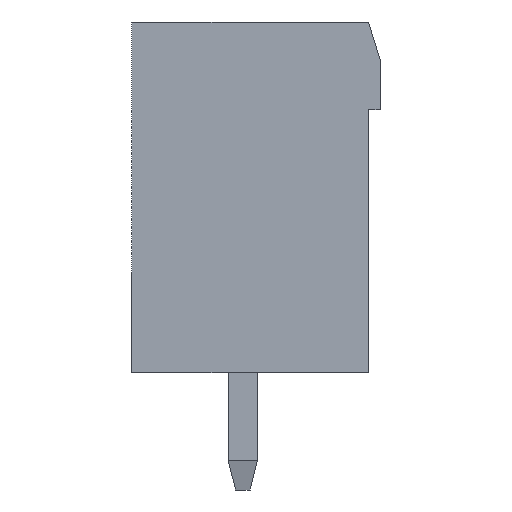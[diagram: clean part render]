
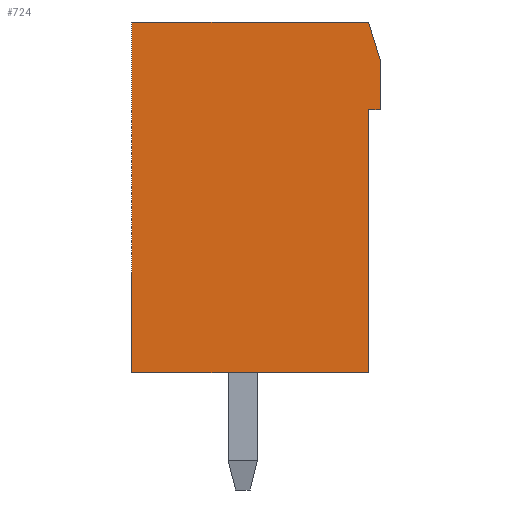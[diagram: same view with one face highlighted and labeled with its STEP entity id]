
A CAD part, left-side view. The second image highlights one B-rep face of the part: STEP entity #724.
In plain terms, the highlighted planar face has unit normal (-1, 0, 0).
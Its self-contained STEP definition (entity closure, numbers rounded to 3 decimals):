
#724 = ADVANCED_FACE( '', ( #1542 ), #1543, .T. );
#1542 = FACE_OUTER_BOUND( '', #2473, .T. );
#1543 = PLANE( '', #2474 );
#2473 = EDGE_LOOP( '', ( #4362, #4363, #4364, #4365, #4366, #4367, #4368 ) );
#2474 = AXIS2_PLACEMENT_3D( '', #4369, #4370, #4371 );
#4362 = ORIENTED_EDGE( '', *, *, #6192, .T. );
#4363 = ORIENTED_EDGE( '', *, *, #5780, .T. );
#4364 = ORIENTED_EDGE( '', *, *, #6535, .T. );
#4365 = ORIENTED_EDGE( '', *, *, #6536, .T. );
#4366 = ORIENTED_EDGE( '', *, *, #6537, .T. );
#4367 = ORIENTED_EDGE( '', *, *, #6522, .T. );
#4368 = ORIENTED_EDGE( '', *, *, #6083, .T. );
#4369 = CARTESIAN_POINT( '', ( -30.48, 0., 0. ) );
#4370 = DIRECTION( '', ( -1., 0., 0. ) );
#4371 = DIRECTION( '', ( 0., 0., 1. ) );
#5780 = EDGE_CURVE( '', #6923, #6921, #6924, .T. );
#6083 = EDGE_CURVE( '', #7448, #7449, #7450, .T. );
#6192 = EDGE_CURVE( '', #7449, #6923, #7627, .T. );
#6522 = EDGE_CURVE( '', #8128, #7448, #8129, .T. );
#6535 = EDGE_CURVE( '', #6921, #8148, #8149, .T. );
#6536 = EDGE_CURVE( '', #8148, #8150, #8151, .T. );
#6537 = EDGE_CURVE( '', #8150, #8128, #8152, .T. );
#6921 = VERTEX_POINT( '', #8607 );
#6923 = VERTEX_POINT( '', #8610 );
#6924 = LINE( '', #8611, #8612 );
#7448 = VERTEX_POINT( '', #9365 );
#7449 = VERTEX_POINT( '', #9366 );
#7450 = LINE( '', #9367, #9368 );
#7627 = LINE( '', #9630, #9631 );
#8128 = VERTEX_POINT( '', #10373 );
#8129 = LINE( '', #10374, #10375 );
#8148 = VERTEX_POINT( '', #10401 );
#8149 = LINE( '', #10402, #10403 );
#8150 = VERTEX_POINT( '', #10404 );
#8151 = LINE( '', #10405, #10406 );
#8152 = LINE( '', #10407, #10408 );
#8607 = CARTESIAN_POINT( '', ( -30.48, 4.05, 6. ) );
#8610 = CARTESIAN_POINT( '', ( -30.48, -4.05, 6. ) );
#8611 = CARTESIAN_POINT( '', ( -30.48, -4.05, 6. ) );
#8612 = VECTOR( '', #11012, 1000. );
#9365 = CARTESIAN_POINT( '', ( -30.48, -4.45, 3. ) );
#9366 = CARTESIAN_POINT( '', ( -30.48, -4.45, 4.7 ) );
#9367 = CARTESIAN_POINT( '', ( -30.48, -4.45, 3. ) );
#9368 = VECTOR( '', #11302, 1000. );
#9630 = CARTESIAN_POINT( '', ( -30.48, -4.45, 4.7 ) );
#9631 = VECTOR( '', #11394, 1000. );
#10373 = CARTESIAN_POINT( '', ( -30.48, -4.05, 3. ) );
#10374 = CARTESIAN_POINT( '', ( -30.48, -4.05, 3. ) );
#10375 = VECTOR( '', #11702, 1000. );
#10401 = CARTESIAN_POINT( '', ( -30.48, 4.05, -6. ) );
#10402 = CARTESIAN_POINT( '', ( -30.48, 4.05, 6. ) );
#10403 = VECTOR( '', #11713, 1000. );
#10404 = CARTESIAN_POINT( '', ( -30.48, -4.05, -6. ) );
#10405 = CARTESIAN_POINT( '', ( -30.48, 4.05, -6. ) );
#10406 = VECTOR( '', #11714, 1000. );
#10407 = CARTESIAN_POINT( '', ( -30.48, -4.05, -6. ) );
#10408 = VECTOR( '', #11715, 1000. );
#11012 = DIRECTION( '', ( 0., 1., 0. ) );
#11302 = DIRECTION( '', ( 0., 0., 1. ) );
#11394 = DIRECTION( '', ( 0., 0.294, 0.956 ) );
#11702 = DIRECTION( '', ( 0., -1., 0. ) );
#11713 = DIRECTION( '', ( 0., 0., -1. ) );
#11714 = DIRECTION( '', ( 0., -1., 0. ) );
#11715 = DIRECTION( '', ( 0., 0., 1. ) );
